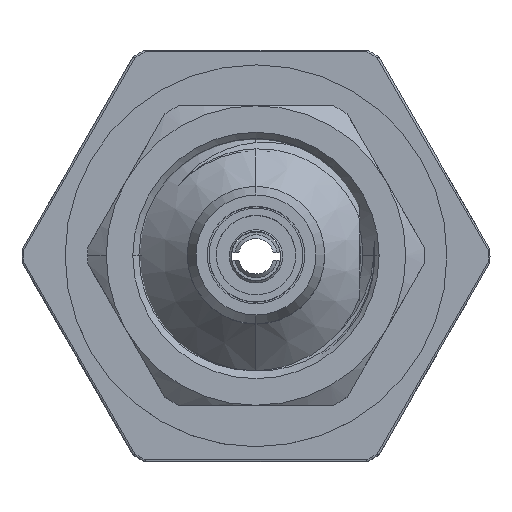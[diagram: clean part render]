
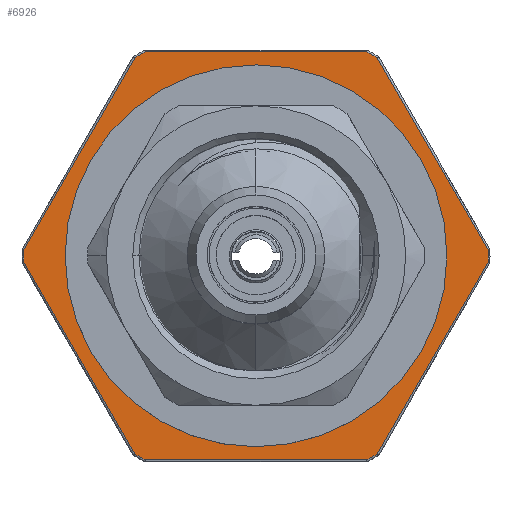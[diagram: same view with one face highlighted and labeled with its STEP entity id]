
A CAD part, top view. The second image highlights one B-rep face of the part: STEP entity #6926.
In plain terms, the highlighted planar face has unit normal (0, 0, 1).
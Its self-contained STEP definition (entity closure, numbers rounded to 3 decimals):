
#63 = EDGE_CURVE ( 'NONE', #11623, #19009, #1703, .T. ) ;
#207 = CARTESIAN_POINT ( 'NONE',  ( 3.242, 5.285, 7.7 ) ) ;
#232 = CARTESIAN_POINT ( 'NONE',  ( 2.598, 6.4, 7.7 ) ) ;
#245 = FACE_OUTER_BOUND ( 'NONE', #16334, .T. ) ;
#294 = VERTEX_POINT ( 'NONE', #207 ) ;
#513 = CIRCLE ( 'NONE', #11490, 6.2 ) ;
#1189 = ORIENTED_EDGE ( 'NONE', *, *, #2954, .T. ) ;
#1354 = EDGE_CURVE ( 'NONE', #18802, #17836, #9879, .T. ) ;
#1361 = CIRCLE ( 'NONE', #12024, 6.2 ) ;
#1400 = AXIS2_PLACEMENT_3D ( 'NONE', #12074, #6003, #18160 ) ;
#1703 = CIRCLE ( 'NONE', #15817, 4.9 ) ;
#2078 = DIRECTION ( 'NONE',  ( 0., -1., 0. ) ) ;
#2472 = VERTEX_POINT ( 'NONE', #8420 ) ;
#2497 = CARTESIAN_POINT ( 'NONE',  ( 0., -5.45, 7.7 ) ) ;
#2854 = EDGE_CURVE ( 'NONE', #4930, #294, #7880, .T. ) ;
#2954 = EDGE_CURVE ( 'NONE', #2472, #18269, #6101, .T. ) ;
#3003 = CIRCLE ( 'NONE', #18664, 4.9 ) ;
#3537 = ORIENTED_EDGE ( 'NONE', *, *, #14572, .T. ) ;
#3710 = CARTESIAN_POINT ( 'NONE',  ( 0., 4.9, 7.7 ) ) ;
#3719 = EDGE_LOOP ( 'NONE', ( #4498, #11702 ) ) ;
#3737 = ORIENTED_EDGE ( 'NONE', *, *, #1354, .T. ) ;
#4498 = ORIENTED_EDGE ( 'NONE', *, *, #6453, .T. ) ;
#4565 = CARTESIAN_POINT ( 'NONE',  ( 0., 0., 7.7 ) ) ;
#4609 = VECTOR ( 'NONE', #17805, 1000. ) ;
#4625 = CARTESIAN_POINT ( 'NONE',  ( -2.956, -5.45, 7.7 ) ) ;
#4752 = EDGE_CURVE ( 'NONE', #11386, #18802, #9983, .T. ) ;
#4794 = DIRECTION ( 'NONE',  ( -0.5, -0.866, 0. ) ) ;
#4930 = VERTEX_POINT ( 'NONE', #6912 ) ;
#5167 = AXIS2_PLACEMENT_3D ( 'NONE', #13001, #18107, #16729 ) ;
#5393 = ORIENTED_EDGE ( 'NONE', *, *, #15698, .T. ) ;
#5701 = CARTESIAN_POINT ( 'NONE',  ( 0., -4.9, 7.7 ) ) ;
#5918 = DIRECTION ( 'NONE',  ( 0.5, -0.866, 0. ) ) ;
#5926 = CARTESIAN_POINT ( 'NONE',  ( 0., 0., 7.7 ) ) ;
#6003 = DIRECTION ( 'NONE',  ( 0., 0., 1. ) ) ;
#6040 = CARTESIAN_POINT ( 'NONE',  ( -3.242, -5.285, 7.7 ) ) ;
#6101 = CIRCLE ( 'NONE', #1400, 6.2 ) ;
#6219 = DIRECTION ( 'NONE',  ( -0.5, 0.866, 0. ) ) ;
#6235 = FACE_BOUND ( 'NONE', #3719, .T. ) ;
#6453 = EDGE_CURVE ( 'NONE', #19009, #11623, #3003, .T. ) ;
#6693 = VERTEX_POINT ( 'NONE', #6040 ) ;
#6856 = EDGE_CURVE ( 'NONE', #17836, #11604, #11012, .T. ) ;
#6912 = CARTESIAN_POINT ( 'NONE',  ( 6.198, 0.165, 7.7 ) ) ;
#6926 = ADVANCED_FACE ( 'NONE', ( #245, #6235 ), #9450, .T. ) ;
#7172 = CARTESIAN_POINT ( 'NONE',  ( 0., 0., 7.7 ) ) ;
#7478 = DIRECTION ( 'NONE',  ( 0., 0., -1. ) ) ;
#7657 = EDGE_CURVE ( 'NONE', #11774, #6693, #13376, .T. ) ;
#7671 = CIRCLE ( 'NONE', #5167, 6.2 ) ;
#7704 = CARTESIAN_POINT ( 'NONE',  ( 6.842, 0.95, 7.7 ) ) ;
#7743 = AXIS2_PLACEMENT_3D ( 'NONE', #5926, #10245, #18976 ) ;
#7880 = LINE ( 'NONE', #232, #12354 ) ;
#8036 = VECTOR ( 'NONE', #9545, 1000. ) ;
#8195 = ORIENTED_EDGE ( 'NONE', *, *, #4752, .T. ) ;
#8317 = VECTOR ( 'NONE', #14493, 1000. ) ;
#8420 = CARTESIAN_POINT ( 'NONE',  ( -2.956, 5.45, 7.7 ) ) ;
#8985 = EDGE_CURVE ( 'NONE', #6693, #11386, #1361, .T. ) ;
#9308 = LINE ( 'NONE', #16586, #15565 ) ;
#9450 = PLANE ( 'NONE',  #9593 ) ;
#9507 = ORIENTED_EDGE ( 'NONE', *, *, #17481, .T. ) ;
#9545 = DIRECTION ( 'NONE',  ( 0.5, 0.866, 0. ) ) ;
#9593 = AXIS2_PLACEMENT_3D ( 'NONE', #16823, #18571, #2078 ) ;
#9879 = CIRCLE ( 'NONE', #16467, 6.2 ) ;
#9983 = LINE ( 'NONE', #2497, #8317 ) ;
#10011 = DIRECTION ( 'NONE',  ( 0., 0., -1. ) ) ;
#10245 = DIRECTION ( 'NONE',  ( 0., 0., 1. ) ) ;
#10532 = VERTEX_POINT ( 'NONE', #19358 ) ;
#10834 = DIRECTION ( 'NONE',  ( 0., 0., 1. ) ) ;
#10954 = DIRECTION ( 'NONE',  ( 0., -1., 0. ) ) ;
#11012 = LINE ( 'NONE', #7704, #8036 ) ;
#11072 = CARTESIAN_POINT ( 'NONE',  ( -6.198, 0.165, 7.7 ) ) ;
#11386 = VERTEX_POINT ( 'NONE', #4625 ) ;
#11490 = AXIS2_PLACEMENT_3D ( 'NONE', #17252, #18418, #10954 ) ;
#11604 = VERTEX_POINT ( 'NONE', #18633 ) ;
#11623 = VERTEX_POINT ( 'NONE', #5701 ) ;
#11646 = DIRECTION ( 'NONE',  ( 0., -1., 0. ) ) ;
#11702 = ORIENTED_EDGE ( 'NONE', *, *, #63, .T. ) ;
#11774 = VERTEX_POINT ( 'NONE', #14640 ) ;
#11868 = DIRECTION ( 'NONE',  ( 0., 1., 0. ) ) ;
#12024 = AXIS2_PLACEMENT_3D ( 'NONE', #4565, #10834, #13786 ) ;
#12074 = CARTESIAN_POINT ( 'NONE',  ( 0., 0., 7.7 ) ) ;
#12134 = CIRCLE ( 'NONE', #7743, 6.2 ) ;
#12354 = VECTOR ( 'NONE', #6219, 1000. ) ;
#12911 = CARTESIAN_POINT ( 'NONE',  ( 0., 0., 7.7 ) ) ;
#13001 = CARTESIAN_POINT ( 'NONE',  ( 0., 0., 7.7 ) ) ;
#13376 = LINE ( 'NONE', #19359, #13684 ) ;
#13550 = VERTEX_POINT ( 'NONE', #11072 ) ;
#13684 = VECTOR ( 'NONE', #5918, 1000. ) ;
#13786 = DIRECTION ( 'NONE',  ( 0., -1., 0. ) ) ;
#14261 = CARTESIAN_POINT ( 'NONE',  ( 3.242, -5.285, 7.7 ) ) ;
#14493 = DIRECTION ( 'NONE',  ( 1., 0., 0. ) ) ;
#14572 = EDGE_CURVE ( 'NONE', #13550, #11774, #513, .T. ) ;
#14640 = CARTESIAN_POINT ( 'NONE',  ( -6.198, -0.165, 7.7 ) ) ;
#14738 = EDGE_CURVE ( 'NONE', #18269, #13550, #9308, .T. ) ;
#14777 = ORIENTED_EDGE ( 'NONE', *, *, #6856, .T. ) ;
#15565 = VECTOR ( 'NONE', #4794, 1000. ) ;
#15635 = EDGE_CURVE ( 'NONE', #294, #10532, #12134, .T. ) ;
#15698 = EDGE_CURVE ( 'NONE', #10532, #2472, #19267, .T. ) ;
#15811 = ORIENTED_EDGE ( 'NONE', *, *, #7657, .T. ) ;
#15817 = AXIS2_PLACEMENT_3D ( 'NONE', #7172, #10011, #11868 ) ;
#16161 = ORIENTED_EDGE ( 'NONE', *, *, #2854, .T. ) ;
#16334 = EDGE_LOOP ( 'NONE', ( #9507, #16161, #17690, #5393, #1189, #17414, #3537, #15811, #16669, #8195, #3737, #14777 ) ) ;
#16467 = AXIS2_PLACEMENT_3D ( 'NONE', #12911, #19203, #11646 ) ;
#16586 = CARTESIAN_POINT ( 'NONE',  ( -2.598, 6.4, 7.7 ) ) ;
#16669 = ORIENTED_EDGE ( 'NONE', *, *, #8985, .T. ) ;
#16729 = DIRECTION ( 'NONE',  ( 0., -1., 0. ) ) ;
#16823 = CARTESIAN_POINT ( 'NONE',  ( 0., 4.9, 7.7 ) ) ;
#16988 = CARTESIAN_POINT ( 'NONE',  ( -3.242, 5.285, 7.7 ) ) ;
#17252 = CARTESIAN_POINT ( 'NONE',  ( 0., 0., 7.7 ) ) ;
#17414 = ORIENTED_EDGE ( 'NONE', *, *, #14738, .T. ) ;
#17481 = EDGE_CURVE ( 'NONE', #11604, #4930, #7671, .T. ) ;
#17512 = CARTESIAN_POINT ( 'NONE',  ( 0., 5.45, 7.7 ) ) ;
#17690 = ORIENTED_EDGE ( 'NONE', *, *, #15635, .T. ) ;
#17805 = DIRECTION ( 'NONE',  ( -1., 0., 0. ) ) ;
#17836 = VERTEX_POINT ( 'NONE', #14261 ) ;
#18107 = DIRECTION ( 'NONE',  ( 0., 0., 1. ) ) ;
#18152 = CARTESIAN_POINT ( 'NONE',  ( 2.956, -5.45, 7.7 ) ) ;
#18158 = CARTESIAN_POINT ( 'NONE',  ( 0., 0., 7.7 ) ) ;
#18160 = DIRECTION ( 'NONE',  ( 0., -1., 0. ) ) ;
#18246 = DIRECTION ( 'NONE',  ( 0., 1., 0. ) ) ;
#18269 = VERTEX_POINT ( 'NONE', #16988 ) ;
#18418 = DIRECTION ( 'NONE',  ( 0., 0., 1. ) ) ;
#18571 = DIRECTION ( 'NONE',  ( 0., 0., 1. ) ) ;
#18633 = CARTESIAN_POINT ( 'NONE',  ( 6.198, -0.165, 7.7 ) ) ;
#18664 = AXIS2_PLACEMENT_3D ( 'NONE', #18158, #7478, #18246 ) ;
#18802 = VERTEX_POINT ( 'NONE', #18152 ) ;
#18976 = DIRECTION ( 'NONE',  ( 0., -1., 0. ) ) ;
#19009 = VERTEX_POINT ( 'NONE', #3710 ) ;
#19203 = DIRECTION ( 'NONE',  ( 0., 0., 1. ) ) ;
#19267 = LINE ( 'NONE', #17512, #4609 ) ;
#19358 = CARTESIAN_POINT ( 'NONE',  ( 2.956, 5.45, 7.7 ) ) ;
#19359 = CARTESIAN_POINT ( 'NONE',  ( -6.842, 0.95, 7.7 ) ) ;
